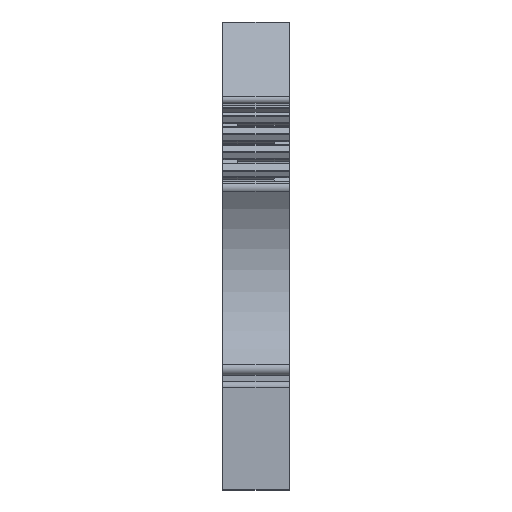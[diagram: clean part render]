
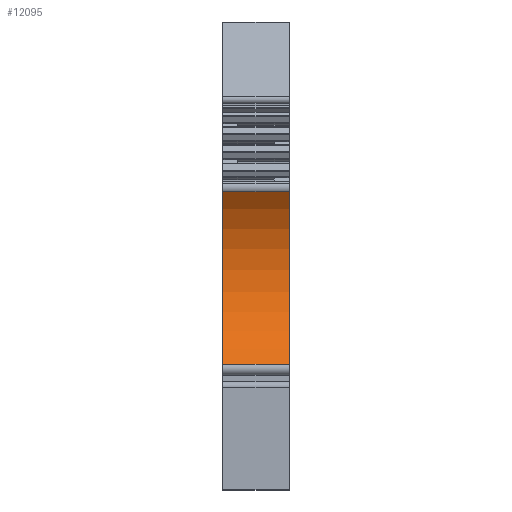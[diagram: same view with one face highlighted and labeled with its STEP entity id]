
A CAD part, front view. The second image highlights one B-rep face of the part: STEP entity #12095.
In plain terms, the highlighted cylindrical face has radius 15.05 mm (diameter 30.1 mm), a partial arc.
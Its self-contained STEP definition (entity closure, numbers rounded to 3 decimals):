
#12068=AXIS2_PLACEMENT_3D('Cylinder Axis2P3D',#12065,#12066,#12067) ;
#12072=AXIS2_PLACEMENT_3D('Circle Axis2P3D',#12070,#12071,$) ;
#12079=AXIS2_PLACEMENT_3D('Circle Axis2P3D',#12077,#12078,$) ;
#12043=CARTESIAN_POINT('Vertex',(0.,0.311,15.22)) ;
#12050=CARTESIAN_POINT('Vertex',(8.,0.311,15.22)) ;
#12053=CARTESIAN_POINT('Line Origine',(4.,0.311,15.22)) ;
#12065=CARTESIAN_POINT('Axis2P3D Location',(4.,-9.499,26.633)) ;
#12070=CARTESIAN_POINT('Axis2P3D Location',(0.,-9.499,26.633)) ;
#12074=CARTESIAN_POINT('Vertex',(0.,2.217,36.079)) ;
#12077=CARTESIAN_POINT('Axis2P3D Location',(8.,-9.499,26.633)) ;
#12081=CARTESIAN_POINT('Vertex',(8.,2.217,36.079)) ;
#12084=CARTESIAN_POINT('Line Origine',(4.,2.217,36.079)) ;
#12054=DIRECTION('Vector Direction',(1.,0.,0.)) ;
#12066=DIRECTION('Axis2P3D Direction',(1.,0.,0.)) ;
#12067=DIRECTION('Axis2P3D XDirection',(0.,0.652,-0.758)) ;
#12071=DIRECTION('Axis2P3D Direction',(1.,0.,0.)) ;
#12078=DIRECTION('Axis2P3D Direction',(1.,0.,0.)) ;
#12085=DIRECTION('Vector Direction',(1.,0.,0.)) ;
#12055=VECTOR('Line Direction',#12054,1.) ;
#12086=VECTOR('Line Direction',#12085,1.) ;
#12090=ORIENTED_EDGE('',*,*,#12076,.T.) ;
#12091=ORIENTED_EDGE('',*,*,#12057,.F.) ;
#12092=ORIENTED_EDGE('',*,*,#12083,.F.) ;
#12093=ORIENTED_EDGE('',*,*,#12088,.T.) ;
#12095=ADVANCED_FACE('15291_ISGH_WEW35_2.1\\ISGH',(#12094),#12069,.F.) ;
#12073=CIRCLE('generated circle',#12072,15.05) ;
#12080=CIRCLE('generated circle',#12079,15.05) ;
#12069=CYLINDRICAL_SURFACE('generated cylinder',#12068,15.05) ;
#12057=EDGE_CURVE('',#12051,#12044,#12056,.F.) ;
#12076=EDGE_CURVE('',#12075,#12044,#12073,.F.) ;
#12083=EDGE_CURVE('',#12082,#12051,#12080,.F.) ;
#12088=EDGE_CURVE('',#12082,#12075,#12087,.F.) ;
#12089=EDGE_LOOP('',(#12090,#12091,#12092,#12093)) ;
#12094=FACE_OUTER_BOUND('',#12089,.T.) ;
#12056=LINE('Line',#12053,#12055) ;
#12087=LINE('Line',#12084,#12086) ;
#12044=VERTEX_POINT('',#12043) ;
#12051=VERTEX_POINT('',#12050) ;
#12075=VERTEX_POINT('',#12074) ;
#12082=VERTEX_POINT('',#12081) ;
